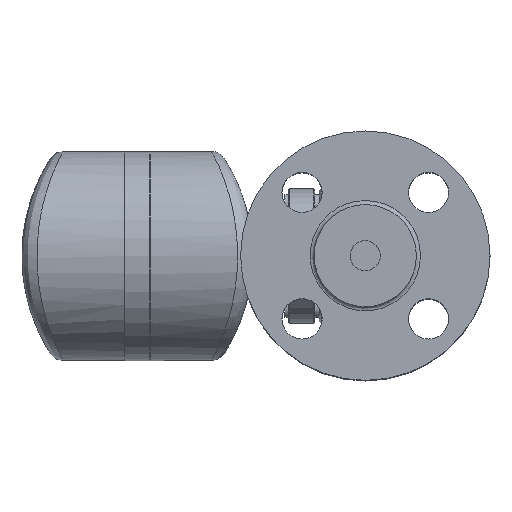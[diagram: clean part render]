
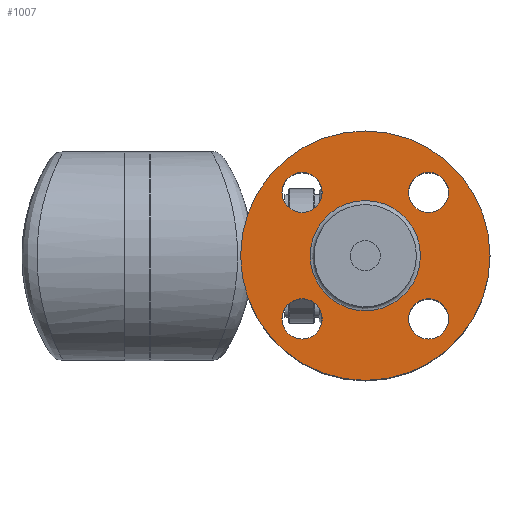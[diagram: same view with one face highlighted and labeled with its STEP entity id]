
A CAD part, top view. The second image highlights one B-rep face of the part: STEP entity #1007.
In plain terms, the highlighted planar face has unit normal (0, 0, 1).
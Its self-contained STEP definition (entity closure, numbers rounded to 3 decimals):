
#669=CARTESIAN_POINT('',(138.431,-41.431,107.6));
#670=VERTEX_POINT('',#669);
#671=CARTESIAN_POINT('',(138.431,-31.431,107.6));
#672=DIRECTION('',(0.0,0.0,-1.0));
#673=DIRECTION('',(0.0,-1.0,0.0));
#674=AXIS2_PLACEMENT_3D('',#671,#672,#673);
#675=CIRCLE('',#674,10.0);
#676=EDGE_CURVE('',#670,#670,#675,.T.);
#718=CARTESIAN_POINT('',(65.569,-31.431,107.6));
#719=VERTEX_POINT('',#718);
#720=CARTESIAN_POINT('',(75.569,-31.431,107.6));
#721=DIRECTION('',(0.0,0.0,-1.0));
#722=DIRECTION('',(-1.0,0.0,0.0));
#723=AXIS2_PLACEMENT_3D('',#720,#721,#722);
#724=CIRCLE('',#723,10.0);
#725=EDGE_CURVE('',#719,#719,#724,.T.);
#767=CARTESIAN_POINT('',(75.569,41.431,107.6));
#768=VERTEX_POINT('',#767);
#769=CARTESIAN_POINT('',(75.569,31.431,107.6));
#770=DIRECTION('',(0.0,0.0,-1.0));
#771=DIRECTION('',(0.0,1.0,0.0));
#772=AXIS2_PLACEMENT_3D('',#769,#770,#771);
#773=CIRCLE('',#772,10.0);
#774=EDGE_CURVE('',#768,#768,#773,.T.);
#816=CARTESIAN_POINT('',(148.431,31.431,107.6));
#817=VERTEX_POINT('',#816);
#818=CARTESIAN_POINT('',(138.431,31.431,107.6));
#819=DIRECTION('',(0.0,0.0,-1.0));
#820=DIRECTION('',(1.0,0.0,0.0));
#821=AXIS2_PLACEMENT_3D('',#818,#819,#820);
#822=CIRCLE('',#821,10.0);
#823=EDGE_CURVE('',#817,#817,#822,.T.);
#893=CARTESIAN_POINT('',(169.0,0.0,107.6));
#894=VERTEX_POINT('',#893);
#895=CARTESIAN_POINT('',(107.,0.0,107.6));
#896=DIRECTION('',(0.0,0.0,1.0));
#897=DIRECTION('',(1.0,0.0,0.0));
#898=AXIS2_PLACEMENT_3D('',#895,#896,#897);
#899=CIRCLE('',#898,62.);
#900=EDGE_CURVE('',#894,#894,#899,.T.);
#961=CARTESIAN_POINT('',(134.4,0.0,107.6));
#962=VERTEX_POINT('',#961);
#963=CARTESIAN_POINT('',(107.,0.0,107.6));
#964=DIRECTION('',(0.0,0.0,1.0));
#965=DIRECTION('',(-1.0,0.0,0.0));
#966=AXIS2_PLACEMENT_3D('',#963,#964,#965);
#967=CIRCLE('',#966,27.4);
#968=EDGE_CURVE('',#962,#962,#967,.T.);
#984=CARTESIAN_POINT('',(150.7,0.0,107.6));
#985=DIRECTION('',(0.0,0.0,1.0));
#986=DIRECTION('',(1.0,0.0,0.0));
#987=AXIS2_PLACEMENT_3D('',#984,#985,#986);
#988=PLANE('',#987);
#989=ORIENTED_EDGE('',*,*,#900,.T.);
#990=EDGE_LOOP('',(#989));
#991=FACE_OUTER_BOUND('',#990,.T.);
#992=ORIENTED_EDGE('',*,*,#676,.T.);
#993=EDGE_LOOP('',(#992));
#994=FACE_BOUND('',#993,.T.);
#995=ORIENTED_EDGE('',*,*,#725,.T.);
#996=EDGE_LOOP('',(#995));
#997=FACE_BOUND('',#996,.T.);
#998=ORIENTED_EDGE('',*,*,#774,.T.);
#999=EDGE_LOOP('',(#998));
#1000=FACE_BOUND('',#999,.T.);
#1001=ORIENTED_EDGE('',*,*,#823,.T.);
#1002=EDGE_LOOP('',(#1001));
#1003=FACE_BOUND('',#1002,.T.);
#1004=ORIENTED_EDGE('',*,*,#968,.F.);
#1005=EDGE_LOOP('',(#1004));
#1006=FACE_BOUND('',#1005,.T.);
#1007=ADVANCED_FACE('',(#991,#994,#997,#1000,#1003,#1006),#988,.T.);
